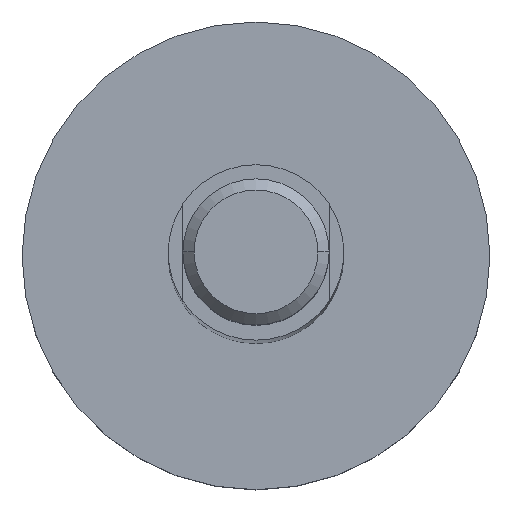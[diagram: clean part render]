
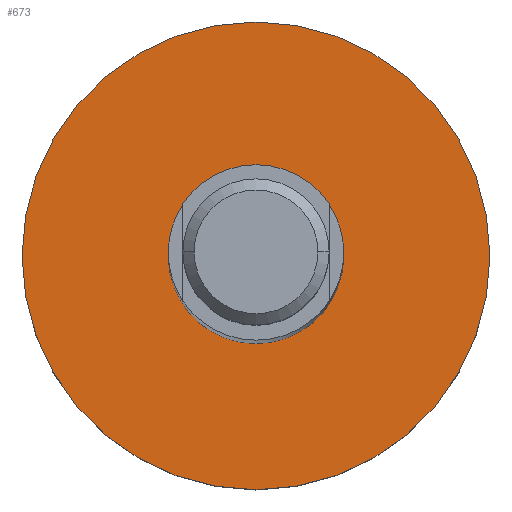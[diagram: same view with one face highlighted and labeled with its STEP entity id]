
A CAD part, top view. The second image highlights one B-rep face of the part: STEP entity #673.
In plain terms, the highlighted planar face has unit normal (0, 0, 1).
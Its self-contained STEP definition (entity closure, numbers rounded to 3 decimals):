
#11 = DIRECTION ( 'NONE',  ( 1., 0., 0. ) ) ;
#53 = CARTESIAN_POINT ( 'NONE',  ( 0., 0., 8. ) ) ;
#57 = FACE_BOUND ( 'NONE', #391, .T. ) ;
#60 = FACE_OUTER_BOUND ( 'NONE', #544, .T. ) ;
#65 = DIRECTION ( 'NONE',  ( 1., 0., 0. ) ) ;
#67 = AXIS2_PLACEMENT_3D ( 'NONE', #584, #177, #72 ) ;
#69 = CARTESIAN_POINT ( 'NONE',  ( 0., 0., 8. ) ) ;
#72 = DIRECTION ( 'NONE',  ( -1., 0., 0. ) ) ;
#111 = AXIS2_PLACEMENT_3D ( 'NONE', #113, #525, #322 ) ;
#113 = CARTESIAN_POINT ( 'NONE',  ( 0., 0., 8. ) ) ;
#134 = EDGE_CURVE ( 'NONE', #175, #179, #334, .T. ) ;
#146 = AXIS2_PLACEMENT_3D ( 'NONE', #69, #433, #11 ) ;
#169 = CARTESIAN_POINT ( 'NONE',  ( 0., 0., 8. ) ) ;
#175 = VERTEX_POINT ( 'NONE', #327 ) ;
#177 = DIRECTION ( 'NONE',  ( 0., 0., -1. ) ) ;
#179 = VERTEX_POINT ( 'NONE', #522 ) ;
#190 = ORIENTED_EDGE ( 'NONE', *, *, #659, .T. ) ;
#203 = EDGE_CURVE ( 'NONE', #628, #496, #223, .T. ) ;
#210 = CIRCLE ( 'NONE', #111, 6. ) ;
#223 = CIRCLE ( 'NONE', #603, 6. ) ;
#252 = AXIS2_PLACEMENT_3D ( 'NONE', #169, #368, #577 ) ;
#266 = ORIENTED_EDGE ( 'NONE', *, *, #665, .F. ) ;
#280 = CARTESIAN_POINT ( 'NONE',  ( 6., 0., 8. ) ) ;
#322 = DIRECTION ( 'NONE',  ( 1., 0., 0. ) ) ;
#327 = CARTESIAN_POINT ( 'NONE',  ( 16., 0., 8. ) ) ;
#334 = CIRCLE ( 'NONE', #146, 16. ) ;
#368 = DIRECTION ( 'NONE',  ( 0., 0., 1. ) ) ;
#379 = PLANE ( 'NONE',  #67 ) ;
#391 = EDGE_LOOP ( 'NONE', ( #468, #266 ) ) ;
#408 = CIRCLE ( 'NONE', #252, 16. ) ;
#433 = DIRECTION ( 'NONE',  ( 0., 0., 1. ) ) ;
#468 = ORIENTED_EDGE ( 'NONE', *, *, #203, .F. ) ;
#476 = DIRECTION ( 'NONE',  ( 0., 0., 1. ) ) ;
#496 = VERTEX_POINT ( 'NONE', #573 ) ;
#522 = CARTESIAN_POINT ( 'NONE',  ( -16., 0., 8. ) ) ;
#525 = DIRECTION ( 'NONE',  ( 0., 0., 1. ) ) ;
#537 = ORIENTED_EDGE ( 'NONE', *, *, #134, .T. ) ;
#544 = EDGE_LOOP ( 'NONE', ( #537, #190 ) ) ;
#573 = CARTESIAN_POINT ( 'NONE',  ( -6., 0., 8. ) ) ;
#577 = DIRECTION ( 'NONE',  ( 1., 0., 0. ) ) ;
#584 = CARTESIAN_POINT ( 'NONE',  ( 0., 6., 8. ) ) ;
#603 = AXIS2_PLACEMENT_3D ( 'NONE', #53, #476, #65 ) ;
#628 = VERTEX_POINT ( 'NONE', #280 ) ;
#659 = EDGE_CURVE ( 'NONE', #179, #175, #408, .T. ) ;
#665 = EDGE_CURVE ( 'NONE', #496, #628, #210, .T. ) ;
#673 = ADVANCED_FACE ( 'PLANAR_1', ( #57, #60 ), #379, .F. ) ;
